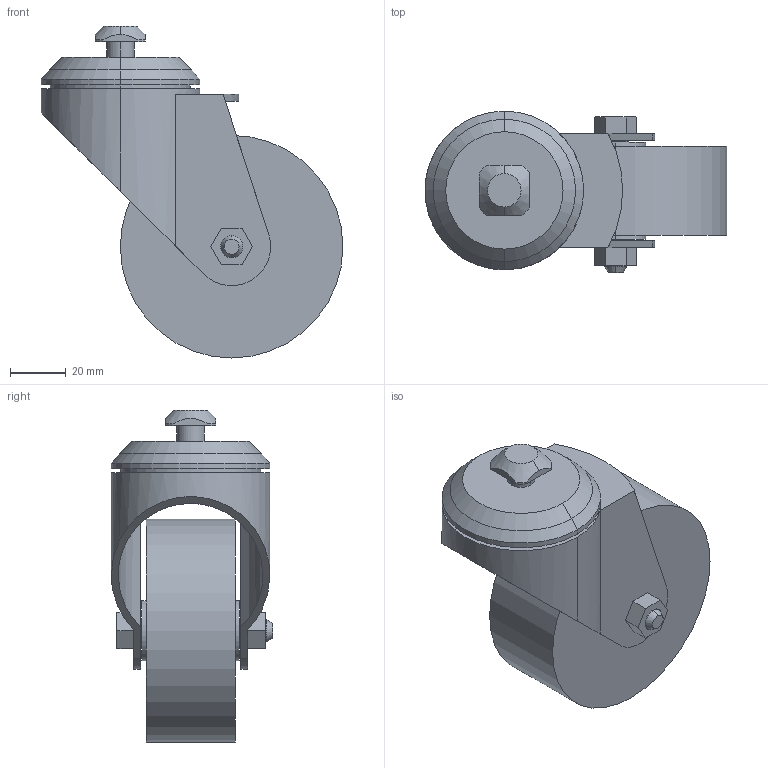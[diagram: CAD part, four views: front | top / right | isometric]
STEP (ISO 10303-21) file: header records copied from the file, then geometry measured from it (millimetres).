
FILE_DESCRIPTION(('STEP AP214'),'1');
FILE_NAME('cctmp_EE42A4CF-F1B1-4713-A850-9C4131462E31_2020_1_16_7_21_0_736..stp','2020-01-16T06:21:00',('Bosch Rexroth AG'),('CADClick - www.CADClick.com'),'Spatial InterOp 3D',' ','unknown authorization - (Healing Option Enabled)');
FILE_SCHEMA(('AUTOMOTIVE_DESIGN'));
Length unit declared in the file: millimetre
Products named in the file (1): 2020_01_16__07-21-00-734
Bounding box: 108.5 x 58 x 119.3 mm (x, y, z)
Volume: 218519.7 mm3; surface area: 42713.6 mm2
Topology: 1 solids, 1 shells, 81 faces, 200 edges, 132 vertices
Faces by surface type: plane 39, cylinder 34, cone 8
Entity records: 3094 total; most frequent: DIRECTION 440, CARTESIAN_POINT 426, ORIENTED_EDGE 400, EDGE_CURVE 200, AXIS2_PLACEMENT_3D 164, VERTEX_POINT 132, LINE 112, VECTOR 112
